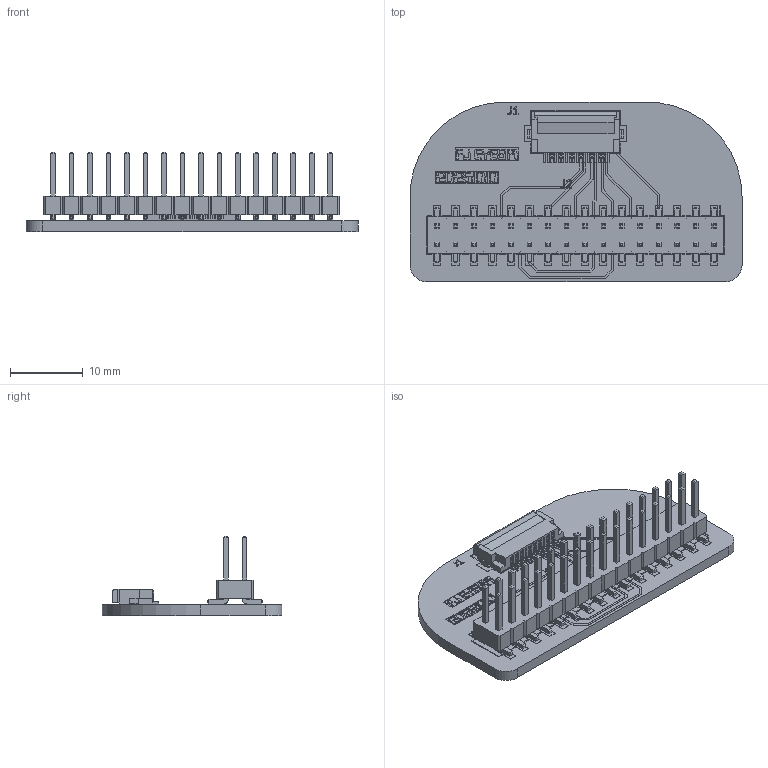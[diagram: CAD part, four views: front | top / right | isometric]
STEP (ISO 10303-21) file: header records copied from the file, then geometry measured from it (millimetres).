
FILE_DESCRIPTION(('KiCad electronic assembly'),'2;1');
FILE_NAME('fj-eyespi-min.step','2025-10-10T10:30:31',('Pcbnew'),('Kicad' ),'Open CASCADE STEP processor 7.8','KiCad to STEP converter', 'Unknown');
FILE_SCHEMA(('AUTOMOTIVE_DESIGN { 1 0 10303 214 1 1 1 1 }'));
Length unit declared in the file: millimetre
Products named in the file (10): fj-eyespi-min 1; Hirose_FH12-18S-0.5SH_1x18-1MP_P0.50mm_Horizontal; body; lock; pins; PinHeader_2x16_P2.54mm_Vertical_SMD; fj-eyespi-min_copper; fj-eyespi-min_pad; fj-eyespi-min_silkscreen; fj-eyespi-min_PCB
Assembly tree (9 placements, depth 3):
  fj-eyespi-min 1
    Hirose_FH12-18S-0.5SH_1x18-1MP_P0.50mm_Horizontal
      body
      lock
      pins
    PinHeader_2x16_P2.54mm_Vertical_SMD
    fj-eyespi-min_copper
    fj-eyespi-min_pad
    fj-eyespi-min_silkscreen
    fj-eyespi-min_PCB
Bounding box: 45.61 x 24.68 x 10.89 mm (x, y, z)
Volume: 2357.7 mm3; surface area: 4493.9 mm2
Topology: 70 solids, 109 shells, 2432 faces, 6535 edges, 4346 vertices
Faces by surface type: plane 2281, cylinder 151
Entity records: 80914 total; most frequent: CARTESIAN_POINT 13323, ORIENTED_EDGE 12842, DIRECTION 11818, EDGE_CURVE 6535, LINE 6136, VECTOR 6136, VERTEX_POINT 4346, AXIS2_PLACEMENT_3D 2841
